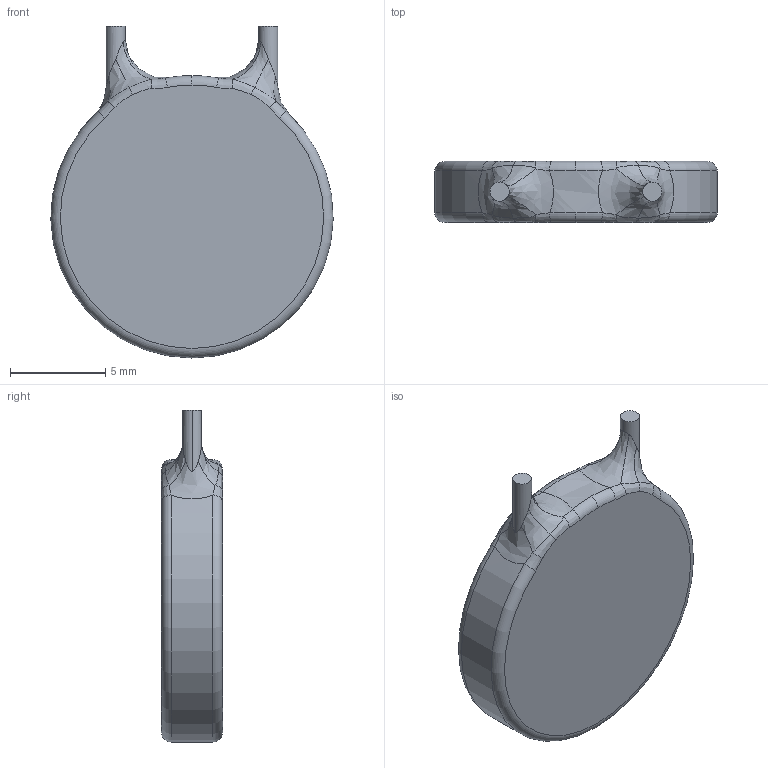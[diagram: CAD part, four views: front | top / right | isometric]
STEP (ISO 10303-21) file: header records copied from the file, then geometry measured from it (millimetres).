
FILE_DESCRIPTION (( 'STEP AP203' ), '1' );
FILE_NAME ('Varistor.STEP', '2013-03-14T08:52:52', ( 'utente' ), ( '' ), 'SwSTEP 2.0', 'SolidWorks 2013', '' );
FILE_SCHEMA (( 'CONFIG_CONTROL_DESIGN' ));
Length unit declared in the file: millimetre
Products named in the file (1): Varistor
Bounding box: 14.8 x 3.2 x 17.4 mm (x, y, z)
Volume: 560.1 mm3; surface area: 497 mm2
Topology: 1 solids, 1 shells, 179 faces, 466 edges, 304 vertices
Faces by surface type: plane 85, bspline 81, cylinder 7, torus 6
Entity records: 9783 total; most frequent: CARTESIAN_POINT 5901, ORIENTED_EDGE 932, DIRECTION 526, EDGE_CURVE 466, VERTEX_POINT 304, VECTOR 256, LINE 256, EDGE_LOOP 194
